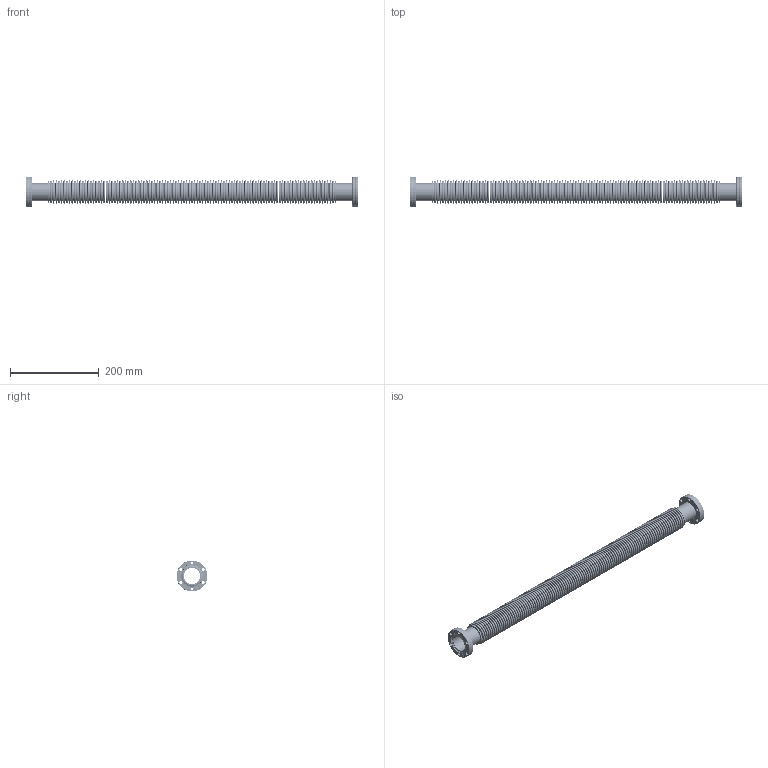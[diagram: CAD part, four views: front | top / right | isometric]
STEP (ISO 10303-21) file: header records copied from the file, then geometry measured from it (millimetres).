
FILE_DESCRIPTION (( 'STEP AP214' ), '1' );
FILE_NAME ('420SWN040-0750.stp', '2017-05-02T08:07:54', ( '' ), ( '' ), 'SwSTEP 2.0', 'SolidWorks 2015', '' );
FILE_SCHEMA (( 'AUTOMOTIVE_DESIGN' ));
Length unit declared in the file: millimetre
Products named in the file (1): 420SWN040-0750
Bounding box: 750 x 69.9 x 69.9 mm (x, y, z)
Volume: 139265 mm3; surface area: 534841.5 mm2
Topology: 114 solids, 114 shells, 3786 faces, 7612 edges, 4490 vertices
Faces by surface type: torus 1734, cylinder 1364, plane 668, cone 20
Entity records: 143385 total; most frequent: DIRECTION 21382, CARTESIAN_POINT 16009, ORIENTED_EDGE 15224, AXIS2_PLACEMENT_3D 9999, EDGE_CURVE 7612, CIRCLE 6212, VERTEX_POINT 4490, EDGE_LOOP 4474
